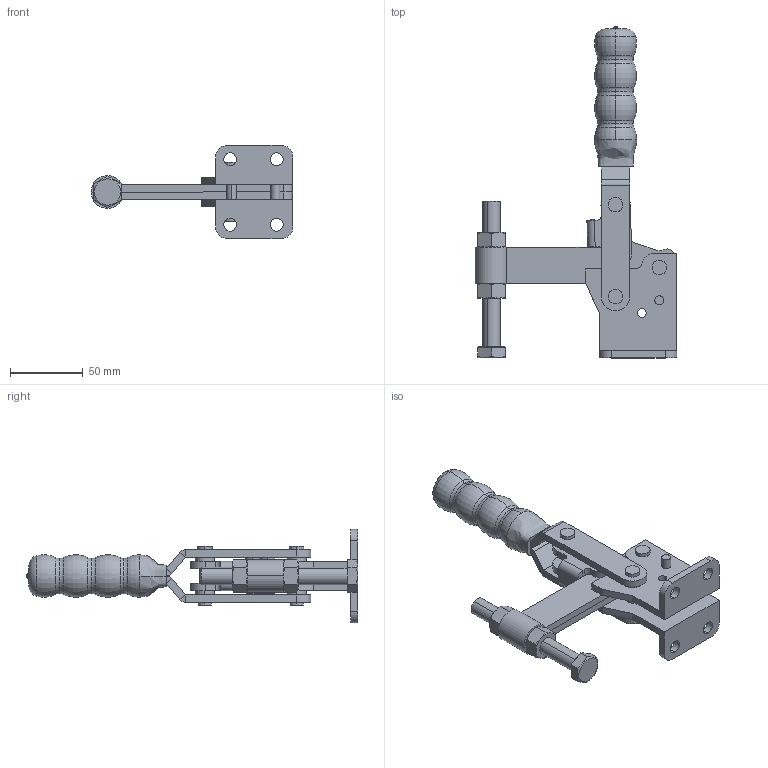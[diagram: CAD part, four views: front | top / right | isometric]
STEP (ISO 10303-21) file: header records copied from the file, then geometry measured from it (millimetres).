
FILE_DESCRIPTION (( 'STEP AP214' ), '1' );
FILE_NAME ('GH-14502-C(Â²¤Æ).STEP', '2020-03-23T09:15:42', ( 'LinWei' ), ( '' ), 'SwSTEP 2.0', 'SolidWorks 2016', '' );
FILE_SCHEMA (( 'AUTOMOTIVE_DESIGN' ));
Length unit declared in the file: millimetre
Products named in the file (6): Group2^GH-14502-C(簡化); Group1^GH-14502-C(簡化); Group3^GH-14502-C(簡化); GH-14502-C(簡化); Group4^GH-14502-B(簡化); Group6^GH-14502-C(簡化)
Assembly tree (5 placements, depth 2):
  GH-14502-C(簡化)
    Group3^GH-14502-C(簡化)
    Group1^GH-14502-C(簡化)
    Group2^GH-14502-C(簡化)
    Group6^GH-14502-C(簡化)
    Group4^GH-14502-B(簡化)
Bounding box: 138.25 x 227.5 x 64 mm (x, y, z)
Volume: 190372.1 mm3; surface area: 69121.4 mm2
Topology: 5 solids, 5 shells, 598 faces, 1521 edges, 972 vertices
Faces by surface type: plane 256, cylinder 147, bspline 125, cone 42, torus 26, sphere 2
Entity records: 24523 total; most frequent: CARTESIAN_POINT 8883, ORIENTED_EDGE 3042, DIRECTION 2561, EDGE_CURVE 1521, VERTEX_POINT 972, AXIS2_PLACEMENT_3D 869, LINE 823, VECTOR 823
